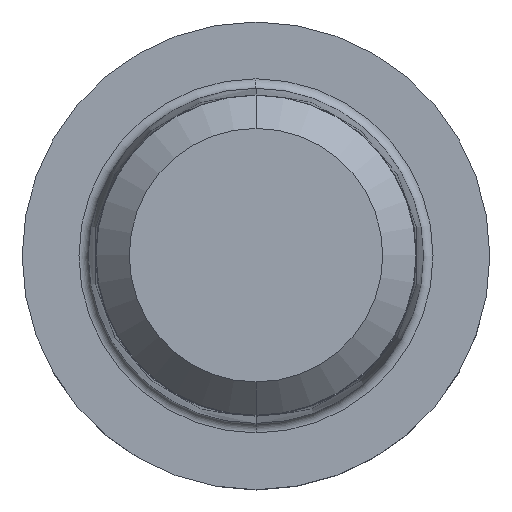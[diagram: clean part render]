
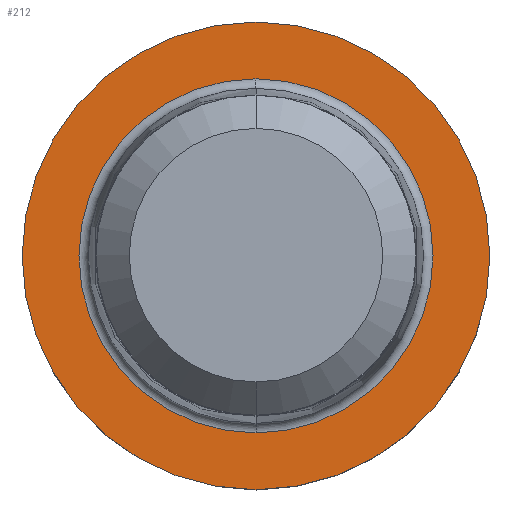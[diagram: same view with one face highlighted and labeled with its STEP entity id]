
A CAD part, top view. The second image highlights one B-rep face of the part: STEP entity #212.
In plain terms, the highlighted planar face has unit normal (0, 0, 1).
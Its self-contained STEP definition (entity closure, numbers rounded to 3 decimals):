
#182=EDGE_CURVE('',#246,#410,#472,.T.);
#212=ADVANCED_FACE('',(#504,#505),#506,.T.);
#246=VERTEX_POINT('',#543);
#256=EDGE_CURVE('',#368,#274,#553,.T.);
#274=VERTEX_POINT('',#576);
#298=EDGE_CURVE('',#274,#368,#602,.T.);
#368=VERTEX_POINT('',#684);
#410=VERTEX_POINT('',#736);
#412=EDGE_CURVE('',#410,#246,#738,.T.);
#472=CIRCLE('',#797,9.8);
#504=FACE_OUTER_BOUND('',#834,.T.);
#505=FACE_BOUND('',#835,.T.);
#506=PLANE('',#836);
#543=CARTESIAN_POINT('',(0.,-9.8,0.01));
#553=CIRCLE('',#893,7.42);
#576=CARTESIAN_POINT('',(0.0,7.42,0.01));
#602=CIRCLE('',#958,7.42);
#684=CARTESIAN_POINT('',(0.,-7.42,0.01));
#736=CARTESIAN_POINT('',(0.0,9.8,0.01));
#738=CIRCLE('',#1126,9.8);
#797=AXIS2_PLACEMENT_3D('',#1189,#1190,#1191);
#834=EDGE_LOOP('',(#1223,#1224));
#835=EDGE_LOOP('',(#1225,#1226));
#836=AXIS2_PLACEMENT_3D('',#1227,#1228,#1229);
#893=AXIS2_PLACEMENT_3D('',#1268,#1269,#1270);
#958=AXIS2_PLACEMENT_3D('',#1335,#1336,#1337);
#1126=AXIS2_PLACEMENT_3D('',#1532,#1533,#1534);
#1189=CARTESIAN_POINT('',(0.0,0.0,0.01));
#1190=DIRECTION('',(0.0,0.0,-1.0));
#1191=DIRECTION('',(0.0,1.0,0.0));
#1223=ORIENTED_EDGE('',*,*,#412,.F.);
#1224=ORIENTED_EDGE('',*,*,#182,.F.);
#1225=ORIENTED_EDGE('',*,*,#298,.T.);
#1226=ORIENTED_EDGE('',*,*,#256,.T.);
#1227=CARTESIAN_POINT('',(0.0,4.9,0.01));
#1228=DIRECTION('',(-0.0,0.0,1.0));
#1229=DIRECTION('',(0.0,-1.0,0.0));
#1268=CARTESIAN_POINT('',(0.0,0.0,0.01));
#1269=DIRECTION('',(0.0,0.0,-1.0));
#1270=DIRECTION('',(0.0,1.0,0.0));
#1335=CARTESIAN_POINT('',(0.0,0.0,0.01));
#1336=DIRECTION('',(0.0,0.0,-1.0));
#1337=DIRECTION('',(0.0,1.0,0.0));
#1532=CARTESIAN_POINT('',(0.0,0.0,0.01));
#1533=DIRECTION('',(0.0,0.0,-1.0));
#1534=DIRECTION('',(0.0,1.0,0.0));
